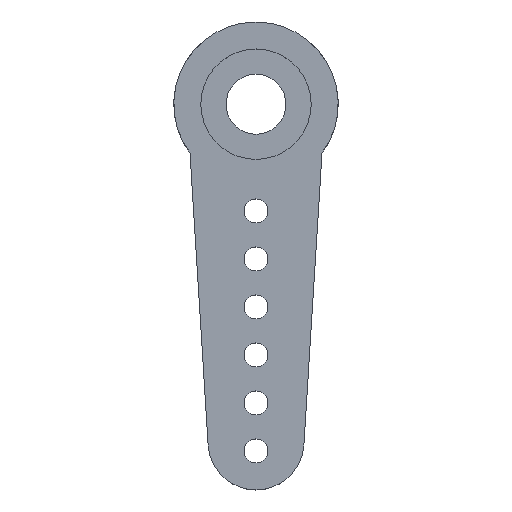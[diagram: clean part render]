
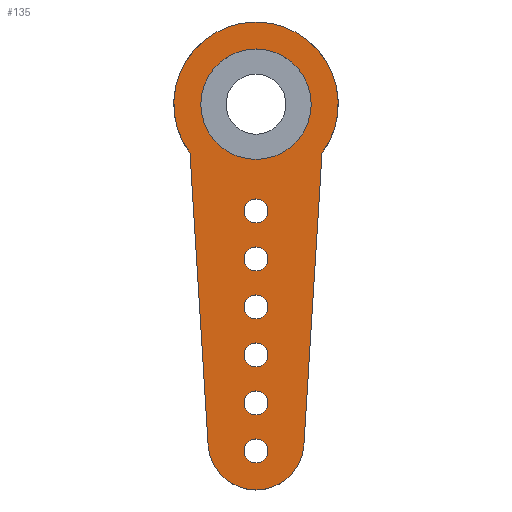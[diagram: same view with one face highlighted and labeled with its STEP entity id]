
A CAD part, top view. The second image highlights one B-rep face of the part: STEP entity #135.
In plain terms, the highlighted planar face has unit normal (0, 0, 1).
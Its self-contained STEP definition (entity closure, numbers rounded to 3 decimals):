
#135=ADVANCED_FACE('33:25',(#260,#261,#262,#263,#264,#265,#266,#267),#268,.T.);
#260=FACE_BOUND('',#391,.T.);
#261=FACE_BOUND('',#392,.T.);
#262=FACE_BOUND('',#393,.T.);
#263=FACE_BOUND('',#394,.T.);
#264=FACE_BOUND('',#395,.T.);
#265=FACE_BOUND('',#396,.T.);
#266=FACE_BOUND('',#397,.T.);
#267=FACE_OUTER_BOUND('',#398,.T.);
#268=PLANE('',#399);
#391=EDGE_LOOP('',(#580,#581));
#392=EDGE_LOOP('',(#582,#583));
#393=EDGE_LOOP('',(#584,#585));
#394=EDGE_LOOP('',(#586,#587));
#395=EDGE_LOOP('',(#588,#589));
#396=EDGE_LOOP('',(#590,#591));
#397=EDGE_LOOP('',(#592,#593));
#398=EDGE_LOOP('',(#594,#595,#596,#597,#598,#599));
#399=AXIS2_PLACEMENT_3D('',#600,#601,#602);
#580=ORIENTED_EDGE('',*,*,#740,.F.);
#581=ORIENTED_EDGE('',*,*,#787,.F.);
#582=ORIENTED_EDGE('',*,*,#743,.F.);
#583=ORIENTED_EDGE('',*,*,#788,.F.);
#584=ORIENTED_EDGE('',*,*,#728,.F.);
#585=ORIENTED_EDGE('',*,*,#789,.F.);
#586=ORIENTED_EDGE('',*,*,#748,.F.);
#587=ORIENTED_EDGE('',*,*,#790,.F.);
#588=ORIENTED_EDGE('',*,*,#723,.F.);
#589=ORIENTED_EDGE('',*,*,#791,.F.);
#590=ORIENTED_EDGE('',*,*,#753,.F.);
#591=ORIENTED_EDGE('',*,*,#792,.F.);
#592=ORIENTED_EDGE('',*,*,#718,.F.);
#593=ORIENTED_EDGE('',*,*,#793,.F.);
#594=ORIENTED_EDGE('',*,*,#776,.F.);
#595=ORIENTED_EDGE('',*,*,#794,.F.);
#596=ORIENTED_EDGE('',*,*,#733,.F.);
#597=ORIENTED_EDGE('',*,*,#795,.F.);
#598=ORIENTED_EDGE('',*,*,#796,.T.);
#599=ORIENTED_EDGE('',*,*,#770,.F.);
#600=CARTESIAN_POINT('',(0.0,0.0,4.8));
#601=DIRECTION('',(0.0,0.0,1.0));
#602=DIRECTION('',(1.0,0.0,0.0));
#718=EDGE_CURVE('33:100',#822,#825,#826,.T.);
#723=EDGE_CURVE('33:94',#831,#834,#835,.T.);
#728=EDGE_CURVE('33:88',#840,#843,#844,.T.);
#733=EDGE_CURVE('',#849,#852,#853,.T.);
#740=EDGE_CURVE('33:79',#863,#859,#865,.T.);
#743=EDGE_CURVE('33:85',#867,#870,#871,.T.);
#748=EDGE_CURVE('33:91',#876,#879,#880,.T.);
#753=EDGE_CURVE('33:97',#885,#888,#889,.T.);
#770=EDGE_CURVE('',#917,#919,#920,.T.);
#776=EDGE_CURVE('33:103',#927,#917,#929,.T.);
#787=EDGE_CURVE('',#859,#863,#940,.T.);
#788=EDGE_CURVE('',#870,#867,#941,.T.);
#789=EDGE_CURVE('',#843,#840,#942,.T.);
#790=EDGE_CURVE('',#879,#876,#943,.T.);
#791=EDGE_CURVE('',#834,#831,#944,.T.);
#792=EDGE_CURVE('',#888,#885,#945,.T.);
#793=EDGE_CURVE('',#825,#822,#946,.T.);
#794=EDGE_CURVE('33:106',#852,#927,#947,.T.);
#795=EDGE_CURVE('33:109',#948,#849,#949,.T.);
#796=EDGE_CURVE('33:112',#948,#919,#950,.T.);
#822=VERTEX_POINT('',#977);
#825=VERTEX_POINT('',#981);
#826=CIRCLE('',#982,0.5);
#831=VERTEX_POINT('',#988);
#834=VERTEX_POINT('',#992);
#835=CIRCLE('',#993,0.5);
#840=VERTEX_POINT('',#999);
#843=VERTEX_POINT('',#1003);
#844=CIRCLE('',#1004,0.5);
#849=VERTEX_POINT('',#1010);
#852=VERTEX_POINT('',#1014);
#853=CIRCLE('',#1015,2.0);
#859=VERTEX_POINT('',#1022);
#863=VERTEX_POINT('',#1027);
#865=CIRCLE('',#1030,2.3);
#867=VERTEX_POINT('',#1032);
#870=VERTEX_POINT('',#1036);
#871=CIRCLE('',#1037,0.5);
#876=VERTEX_POINT('',#1043);
#879=VERTEX_POINT('',#1047);
#880=CIRCLE('',#1048,0.5);
#885=VERTEX_POINT('',#1054);
#888=VERTEX_POINT('',#1058);
#889=CIRCLE('',#1059,0.5);
#917=VERTEX_POINT('',#1093);
#919=VERTEX_POINT('',#1096);
#920=CIRCLE('',#1097,3.425);
#927=VERTEX_POINT('',#1105);
#929=CIRCLE('',#1108,3.425);
#940=CIRCLE('',#1119,2.3);
#941=CIRCLE('',#1120,0.5);
#942=CIRCLE('',#1121,0.5);
#943=CIRCLE('',#1122,0.5);
#944=CIRCLE('',#1123,0.5);
#945=CIRCLE('',#1124,0.5);
#946=CIRCLE('',#1125,0.5);
#947=LINE('',#1126,#1127);
#948=VERTEX_POINT('',#1128);
#949=CIRCLE('',#1129,2.0);
#950=LINE('',#1130,#1131);
#977=CARTESIAN_POINT('',(13.95,0.,4.8));
#981=CARTESIAN_POINT('',(14.95,0.,4.8));
#982=AXIS2_PLACEMENT_3D('',#1161,#1162,#1163);
#988=CARTESIAN_POINT('',(9.95,0.,4.8));
#992=CARTESIAN_POINT('',(10.95,0.,4.8));
#993=AXIS2_PLACEMENT_3D('',#1169,#1170,#1171);
#999=CARTESIAN_POINT('',(5.95,0.,4.8));
#1003=CARTESIAN_POINT('',(6.95,0.,4.8));
#1004=AXIS2_PLACEMENT_3D('',#1177,#1178,#1179);
#1010=CARTESIAN_POINT('',(16.075,0.,4.8));
#1014=CARTESIAN_POINT('',(14.199,-1.996,4.8));
#1015=AXIS2_PLACEMENT_3D('',#1185,#1186,#1187);
#1022=CARTESIAN_POINT('',(-2.3,0.,4.8));
#1027=CARTESIAN_POINT('',(2.3,0.,4.8));
#1030=AXIS2_PLACEMENT_3D('',#1197,#1198,#1199);
#1032=CARTESIAN_POINT('',(3.95,0.,4.8));
#1036=CARTESIAN_POINT('',(4.95,0.,4.8));
#1037=AXIS2_PLACEMENT_3D('',#1201,#1202,#1203);
#1043=CARTESIAN_POINT('',(7.95,0.,4.8));
#1047=CARTESIAN_POINT('',(8.95,0.,4.8));
#1048=AXIS2_PLACEMENT_3D('',#1209,#1210,#1211);
#1054=CARTESIAN_POINT('',(11.95,0.,4.8));
#1058=CARTESIAN_POINT('',(12.95,0.,4.8));
#1059=AXIS2_PLACEMENT_3D('',#1217,#1218,#1219);
#1093=CARTESIAN_POINT('',(-3.425,0.,4.8));
#1096=CARTESIAN_POINT('',(2.042,2.75,4.8));
#1097=AXIS2_PLACEMENT_3D('',#1245,#1246,#1247);
#1105=CARTESIAN_POINT('',(2.042,-2.75,4.8));
#1108=AXIS2_PLACEMENT_3D('',#1256,#1257,#1258);
#1119=AXIS2_PLACEMENT_3D('',#1274,#1275,#1276);
#1120=AXIS2_PLACEMENT_3D('',#1277,#1278,#1279);
#1121=AXIS2_PLACEMENT_3D('',#1280,#1281,#1282);
#1122=AXIS2_PLACEMENT_3D('',#1283,#1284,#1285);
#1123=AXIS2_PLACEMENT_3D('',#1286,#1287,#1288);
#1124=AXIS2_PLACEMENT_3D('',#1289,#1290,#1291);
#1125=AXIS2_PLACEMENT_3D('',#1292,#1293,#1294);
#1126=CARTESIAN_POINT('',(14.199,-1.996,4.8));
#1127=VECTOR('',#1295,1.0);
#1128=CARTESIAN_POINT('',(14.199,1.996,4.8));
#1129=AXIS2_PLACEMENT_3D('',#1296,#1297,#1298);
#1130=CARTESIAN_POINT('',(14.199,1.996,4.8));
#1131=VECTOR('',#1299,1.0);
#1161=CARTESIAN_POINT('',(14.45,0.,4.8));
#1162=DIRECTION('',(0.0,0.0,1.0));
#1163=DIRECTION('',(1.0,0.0,0.0));
#1169=CARTESIAN_POINT('',(10.45,0.,4.8));
#1170=DIRECTION('',(0.0,0.0,1.0));
#1171=DIRECTION('',(1.0,0.0,0.0));
#1177=CARTESIAN_POINT('',(6.45,0.,4.8));
#1178=DIRECTION('',(0.0,0.0,1.0));
#1179=DIRECTION('',(1.0,0.0,0.0));
#1185=CARTESIAN_POINT('',(14.075,0.,4.8));
#1186=DIRECTION('',(0.0,0.0,-1.0));
#1187=DIRECTION('',(1.0,0.0,0.0));
#1197=CARTESIAN_POINT('',(0.,0.,4.8));
#1198=DIRECTION('',(0.0,0.0,1.0));
#1199=DIRECTION('',(1.0,0.0,-0.0));
#1201=CARTESIAN_POINT('',(4.45,0.,4.8));
#1202=DIRECTION('',(0.0,0.0,1.0));
#1203=DIRECTION('',(1.0,0.0,0.0));
#1209=CARTESIAN_POINT('',(8.45,0.,4.8));
#1210=DIRECTION('',(0.0,0.0,1.0));
#1211=DIRECTION('',(1.0,0.0,0.0));
#1217=CARTESIAN_POINT('',(12.45,0.,4.8));
#1218=DIRECTION('',(0.0,0.0,1.0));
#1219=DIRECTION('',(1.0,0.0,0.0));
#1245=CARTESIAN_POINT('',(0.0,0.0,4.8));
#1246=DIRECTION('',(0.0,0.0,-1.0));
#1247=DIRECTION('',(1.0,0.0,0.0));
#1256=CARTESIAN_POINT('',(0.0,0.0,4.8));
#1257=DIRECTION('',(0.0,0.0,-1.0));
#1258=DIRECTION('',(1.0,0.0,0.0));
#1274=CARTESIAN_POINT('',(0.,0.,4.8));
#1275=DIRECTION('',(0.0,0.0,1.0));
#1276=DIRECTION('',(1.0,0.0,-0.0));
#1277=CARTESIAN_POINT('',(4.45,0.,4.8));
#1278=DIRECTION('',(0.0,0.0,1.0));
#1279=DIRECTION('',(1.0,0.0,0.0));
#1280=CARTESIAN_POINT('',(6.45,0.,4.8));
#1281=DIRECTION('',(0.0,0.0,1.0));
#1282=DIRECTION('',(1.0,0.0,0.0));
#1283=CARTESIAN_POINT('',(8.45,0.,4.8));
#1284=DIRECTION('',(0.0,0.0,1.0));
#1285=DIRECTION('',(1.0,0.0,0.0));
#1286=CARTESIAN_POINT('',(10.45,0.,4.8));
#1287=DIRECTION('',(0.0,0.0,1.0));
#1288=DIRECTION('',(1.0,0.0,0.0));
#1289=CARTESIAN_POINT('',(12.45,0.,4.8));
#1290=DIRECTION('',(0.0,0.0,1.0));
#1291=DIRECTION('',(1.0,0.0,0.0));
#1292=CARTESIAN_POINT('',(14.45,0.,4.8));
#1293=DIRECTION('',(0.0,0.0,1.0));
#1294=DIRECTION('',(1.0,0.0,0.0));
#1295=DIRECTION('',(-0.998,-0.062,0.0));
#1296=CARTESIAN_POINT('',(14.075,0.,4.8));
#1297=DIRECTION('',(0.0,0.0,-1.0));
#1298=DIRECTION('',(1.0,0.0,0.0));
#1299=DIRECTION('',(-0.998,0.062,0.0));
